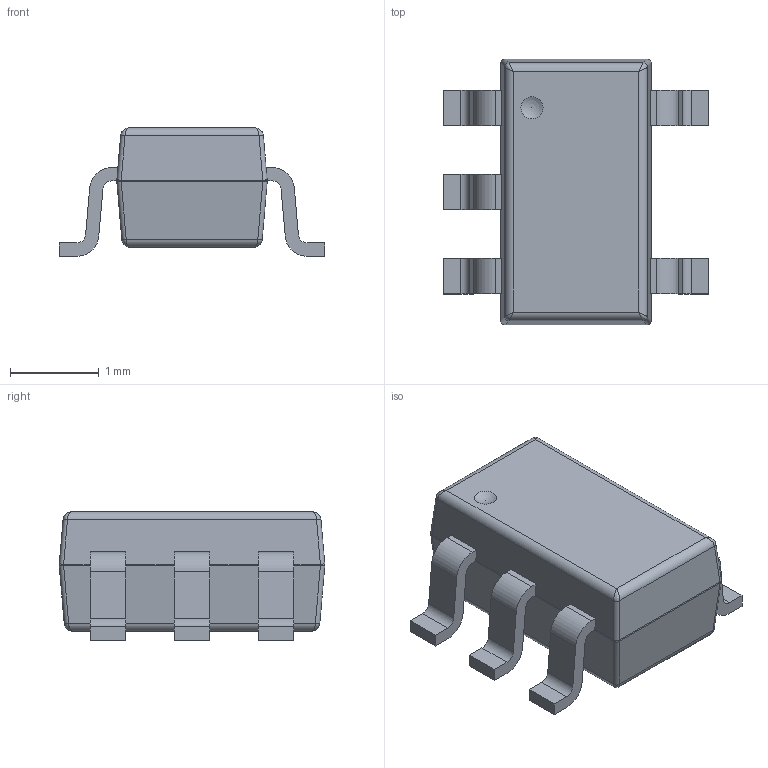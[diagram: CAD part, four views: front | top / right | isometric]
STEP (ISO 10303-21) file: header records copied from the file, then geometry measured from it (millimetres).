
FILE_DESCRIPTION(('FreeCAD Model'),'2;1');
FILE_NAME( 'SOT-23-5.step' ,'2016-11-25T13:55:41',('Author'),(''), 'Open CASCADE STEP processor 6.8','FreeCAD','Unknown');
FILE_SCHEMA(('AUTOMOTIVE_DESIGN_CC2 { 1 2 10303 214 -1 1 5 4 }'));
Length unit declared in the file: millimetre
Products named in the file (1): Fusion
Bounding box: 3 x 3 x 1.45 mm (x, y, z)
Volume: 6.9 mm3; surface area: 28 mm2
Topology: 1 solids, 1 shells, 108 faces, 286 edges, 172 vertices
Faces by surface type: plane 55, cylinder 40, bspline 12, sphere 1
Entity records: 12494 total; most frequent: CARTESIAN_POINT 6730, DIRECTION 762, ORIENTED_EDGE 554, PCURVE 554, DEFINITIONAL_REPRESENTATION 554, LINE 442, VECTOR 442, B_SPLINE_CURVE_WITH_KNOTS 287
